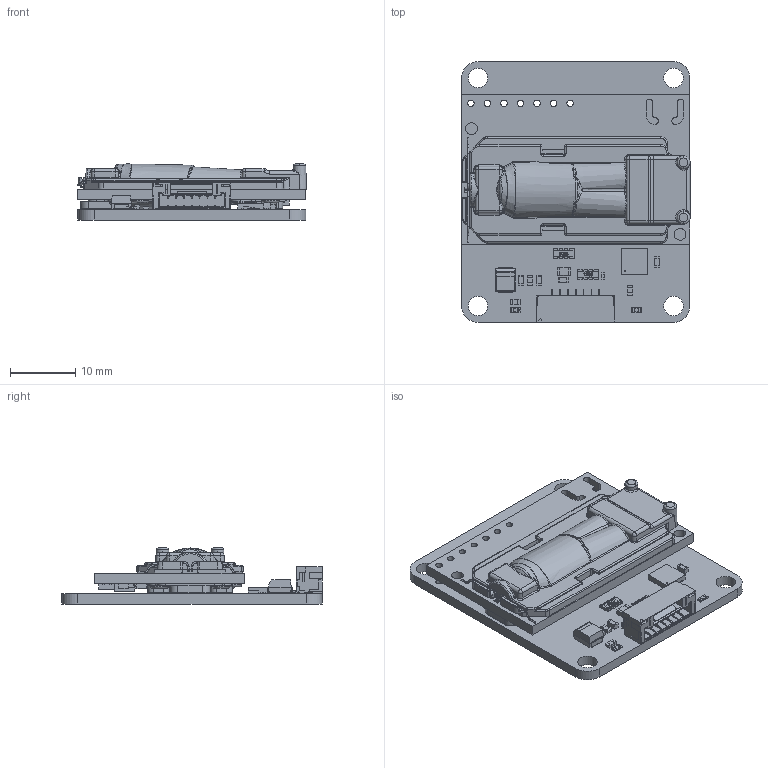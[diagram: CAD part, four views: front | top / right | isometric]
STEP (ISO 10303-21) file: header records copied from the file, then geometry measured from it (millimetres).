
FILE_DESCRIPTION(('FreeCAD Model'),'2;1');
FILE_NAME('co2-v2.step', '2019-05-15T16:51:30',('kicad StepUp'),('ksu MCAD'), 'Open CASCADE STEP processor 7.3','FreeCAD','Unknown');
FILE_SCHEMA(('AUTOMOTIVE_DESIGN { 1 0 10303 214 1 1 1 1 }'));
Length unit declared in the file: millimetre
Products named in the file (23): co2-v2; Board_Geoms; Pcb; Open CASCADE STEP translator 7.3 1.1.1.1; Step_Models; Top; R2_R_0603_5BA03E73; R1_R_0603_5BA03E6A; C2_C_0805_5B9F7B11; C3_C_0603_5B9F7B1B; D1_D_0603_blue_5B9F7B59; C1_C_0402_5B9F7B07; C4_C_0603_5B9F7B25; C5_C_0603_5B9F7B2F; C6_C_0603_5B9F7B39; C7_Tantalum_B_3528H21_5B9F9A73; D2_D_0603_blue_5B9F7B6A; L1_R_0603_5B9F7B74; P1_BrickletConn_7pin_5BA0D92D; RP1_R_4x0603_5B9F7BA5; RP3_R_4x0603_5B9F9CCB; U1_QFN-24_4x4mm_Pitch0.5mm_5B9F7BEA; U6_SCD30_5B9F8BF0
Assembly tree (22 placements, depth 4):
  co2-v2
    Board_Geoms
      Pcb
        Open CASCADE STEP translator 7.3 1.1.1.1
    Step_Models
      Top
        R2_R_0603_5BA03E73
        R1_R_0603_5BA03E6A
        C2_C_0805_5B9F7B11
        C3_C_0603_5B9F7B1B
        D1_D_0603_blue_5B9F7B59
        C1_C_0402_5B9F7B07
        C4_C_0603_5B9F7B25
        C5_C_0603_5B9F7B2F
        C6_C_0603_5B9F7B39
        C7_Tantalum_B_3528H21_5B9F9A73
        D2_D_0603_blue_5B9F7B6A
        L1_R_0603_5B9F7B74
        P1_BrickletConn_7pin_5BA0D92D
        RP1_R_4x0603_5B9F7BA5
        RP3_R_4x0603_5B9F9CCB
        U1_QFN-24_4x4mm_Pitch0.5mm_5B9F7BEA
        U6_SCD30_5B9F8BF0
Bounding box: 35.07 x 40 x 8.6 mm (x, y, z)
Volume: 4974 mm3; surface area: 8069 mm2
Topology: 50 solids, 51 shells, 3987 faces, 10376 edges, 6405 vertices
Faces by surface type: plane 1878, cylinder 868, bspline 836, torus 162, sphere 148, cone 95
Full cylindrical faces by diameter (mm): 1 x7, 3 x4
Entity records: 141613 total; most frequent: CARTESIAN_POINT 38417, ORIENTED_EDGE 20426, DIRECTION 16770, EDGE_CURVE 10213, VERTEX_POINT 6405, LINE 6210, VECTOR 6210, AXIS2_PLACEMENT_3D 5280
